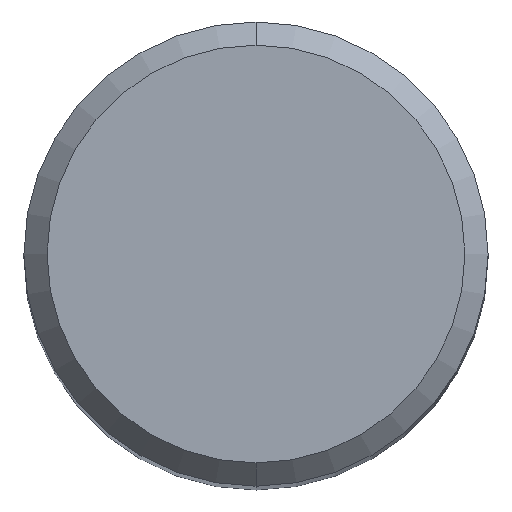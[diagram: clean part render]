
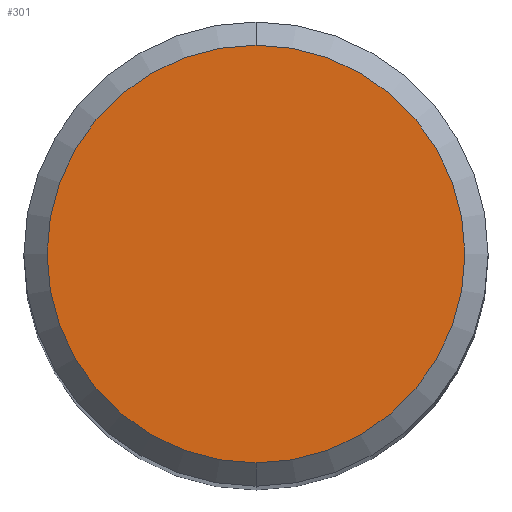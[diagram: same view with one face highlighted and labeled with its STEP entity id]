
A CAD part, top view. The second image highlights one B-rep face of the part: STEP entity #301.
In plain terms, the highlighted planar face has unit normal (0, 0, 1).
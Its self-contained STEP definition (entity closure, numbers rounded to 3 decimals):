
#195=VERTEX_POINT('',#504);
#261=EDGE_CURVE('',#195,#331,#574,.T.);
#301=ADVANCED_FACE('',(#619),#620,.T.);
#331=VERTEX_POINT('',#653);
#355=EDGE_CURVE('',#331,#195,#680,.T.);
#504=CARTESIAN_POINT('',(0.,-3.6,0.0));
#574=CIRCLE('',#976,3.6);
#619=FACE_OUTER_BOUND('',#1061,.T.);
#620=PLANE('',#1062);
#653=CARTESIAN_POINT('',(0.0,3.6,0.0));
#680=CIRCLE('',#1206,3.6);
#976=AXIS2_PLACEMENT_3D('',#1531,#1532,#1533);
#1061=EDGE_LOOP('',(#1587,#1588));
#1062=AXIS2_PLACEMENT_3D('',#1589,#1590,#1591);
#1206=AXIS2_PLACEMENT_3D('',#1667,#1668,#1669);
#1531=CARTESIAN_POINT('',(0.0,0.0,0.0));
#1532=DIRECTION('',(0.0,0.0,-1.0));
#1533=DIRECTION('',(0.0,1.0,0.0));
#1587=ORIENTED_EDGE('',*,*,#355,.F.);
#1588=ORIENTED_EDGE('',*,*,#261,.F.);
#1589=CARTESIAN_POINT('',(0.0,1.8,0.0));
#1590=DIRECTION('',(-0.0,0.0,1.0));
#1591=DIRECTION('',(0.0,-1.0,0.0));
#1667=CARTESIAN_POINT('',(0.0,0.0,0.0));
#1668=DIRECTION('',(0.0,0.0,-1.0));
#1669=DIRECTION('',(0.0,1.0,0.0));
